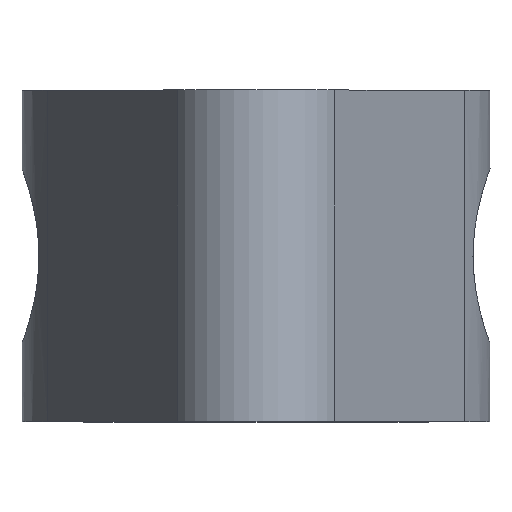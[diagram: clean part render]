
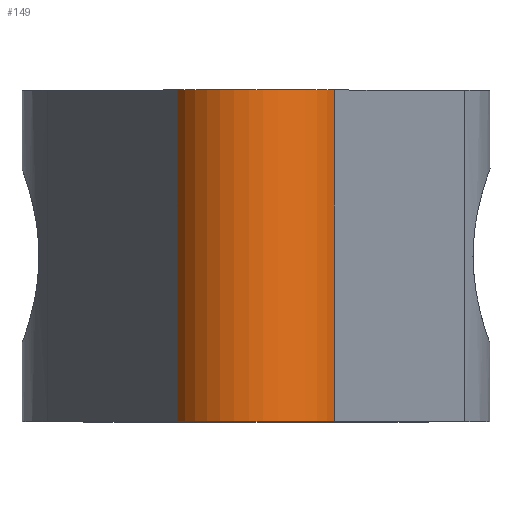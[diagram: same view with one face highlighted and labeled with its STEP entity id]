
A CAD part, top view. The second image highlights one B-rep face of the part: STEP entity #149.
In plain terms, the highlighted cylindrical face has radius 5.08 mm (diameter 10.16 mm), a partial arc.
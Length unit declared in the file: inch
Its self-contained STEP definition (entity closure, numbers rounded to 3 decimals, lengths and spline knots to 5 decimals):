
#28 = VECTOR ( 'NONE', #425, 39.37008 ) ;
#55 = CARTESIAN_POINT ( 'NONE',  ( 0., 0.5, 0.73 ) ) ;
#62 = ORIENTED_EDGE ( 'NONE', *, *, #417, .F. ) ;
#66 = DIRECTION ( 'NONE',  ( 0., -1., 0. ) ) ;
#69 = CARTESIAN_POINT ( 'NONE',  ( 0.1784, 0.5, 0.82041 ) ) ;
#91 = CARTESIAN_POINT ( 'NONE',  ( 0.1784, 0.5, 0.82041 ) ) ;
#94 = AXIS2_PLACEMENT_3D ( 'NONE', #55, #189, #459 ) ;
#110 = CARTESIAN_POINT ( 'NONE',  ( -0.1784, 0.5, 0.82041 ) ) ;
#147 = AXIS2_PLACEMENT_3D ( 'NONE', #813, #739, #216 ) ;
#149 = ADVANCED_FACE ( 'NONE', ( #399 ), #791, .T. ) ;
#181 = AXIS2_PLACEMENT_3D ( 'NONE', #672, #66, #271 ) ;
#189 = DIRECTION ( 'NONE',  ( 0., -1., 0. ) ) ;
#216 = DIRECTION ( 'NONE',  ( 0., 0., 1. ) ) ;
#248 = CARTESIAN_POINT ( 'NONE',  ( -0.1784, 0.5, 0.82041 ) ) ;
#260 = ORIENTED_EDGE ( 'NONE', *, *, #807, .T. ) ;
#267 = VECTOR ( 'NONE', #720, 39.37008 ) ;
#271 = DIRECTION ( 'NONE',  ( 0., 0., -1. ) ) ;
#311 = CIRCLE ( 'NONE', #147, 0.2 ) ;
#336 = VERTEX_POINT ( 'NONE', #110 ) ;
#347 = LINE ( 'NONE', #91, #28 ) ;
#348 = ORIENTED_EDGE ( 'NONE', *, *, #451, .F. ) ;
#377 = EDGE_LOOP ( 'NONE', ( #260, #348, #489, #62 ) ) ;
#399 = FACE_OUTER_BOUND ( 'NONE', #377, .T. ) ;
#417 = EDGE_CURVE ( 'NONE', #336, #795, #311, .T. ) ;
#425 = DIRECTION ( 'NONE',  ( 0., -1., 0. ) ) ;
#450 = CIRCLE ( 'NONE', #181, 0.2 ) ;
#451 = EDGE_CURVE ( 'NONE', #857, #775, #450, .T. ) ;
#459 = DIRECTION ( 'NONE',  ( 0., 0., -1. ) ) ;
#489 = ORIENTED_EDGE ( 'NONE', *, *, #529, .F. ) ;
#529 = EDGE_CURVE ( 'NONE', #795, #857, #347, .T. ) ;
#574 = CARTESIAN_POINT ( 'NONE',  ( -0.1784, -0.25, 0.82041 ) ) ;
#623 = LINE ( 'NONE', #248, #267 ) ;
#672 = CARTESIAN_POINT ( 'NONE',  ( 0., -0.25, 0.73 ) ) ;
#720 = DIRECTION ( 'NONE',  ( 0., -1., 0. ) ) ;
#739 = DIRECTION ( 'NONE',  ( 0., 1., 0. ) ) ;
#745 = CARTESIAN_POINT ( 'NONE',  ( 0.1784, -0.25, 0.82041 ) ) ;
#775 = VERTEX_POINT ( 'NONE', #574 ) ;
#791 = CYLINDRICAL_SURFACE ( 'NONE', #94, 0.2 ) ;
#795 = VERTEX_POINT ( 'NONE', #69 ) ;
#807 = EDGE_CURVE ( 'NONE', #336, #775, #623, .T. ) ;
#813 = CARTESIAN_POINT ( 'NONE',  ( 0., 0.5, 0.73 ) ) ;
#857 = VERTEX_POINT ( 'NONE', #745 ) ;
